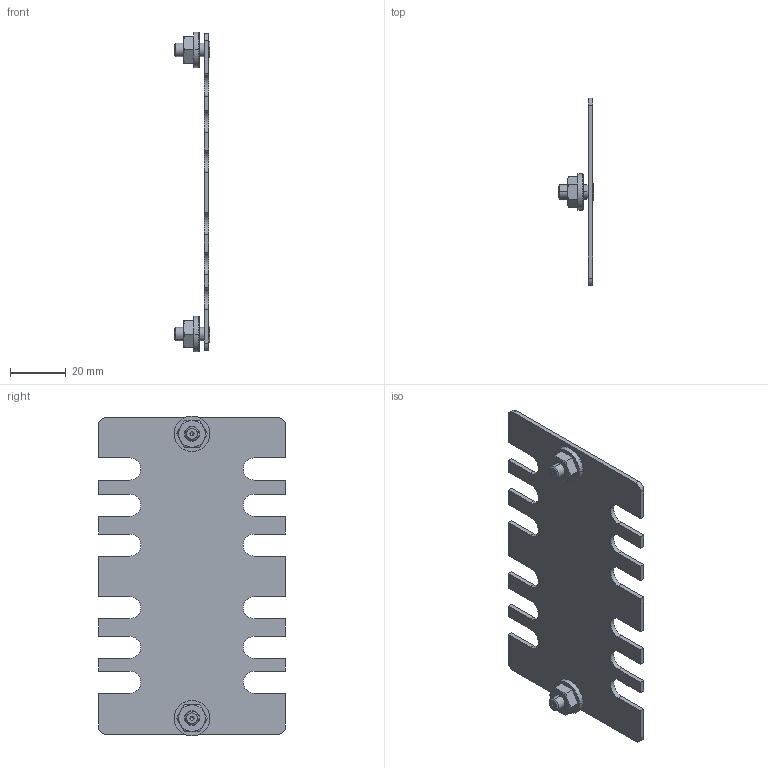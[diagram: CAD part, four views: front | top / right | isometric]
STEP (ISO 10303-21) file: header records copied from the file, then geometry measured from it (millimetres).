
FILE_DESCRIPTION (( 'STEP AP214' ), '1' );
FILE_NAME ('LR2-AP1 r1.STEP', '2020-01-16T19:39:58', ( '' ), ( '' ), 'SwSTEP 2.0', 'SolidWorks 2017', '' );
FILE_SCHEMA (( 'AUTOMOTIVE_DESIGN' ));
Length unit declared in the file: inch
Products named in the file (1): LR2-AP1 r1
Bounding box: 12.7 x 66.8 x 114.3 mm (x, y, z)
Volume: 11270.4 mm3; surface area: 15022.5 mm2
Topology: 5 solids, 5 shells, 351 faces, 966 edges, 627 vertices
Faces by surface type: plane 194, cylinder 90, cone 47, torus 16, bspline 4
Entity records: 12492 total; most frequent: CARTESIAN_POINT 4169, ORIENTED_EDGE 1924, DIRECTION 1530, EDGE_CURVE 962, VERTEX_POINT 627, LINE 518, VECTOR 518, AXIS2_PLACEMENT_3D 506
